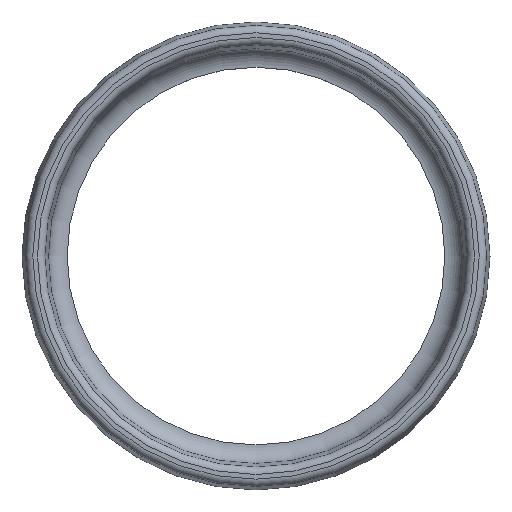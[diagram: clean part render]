
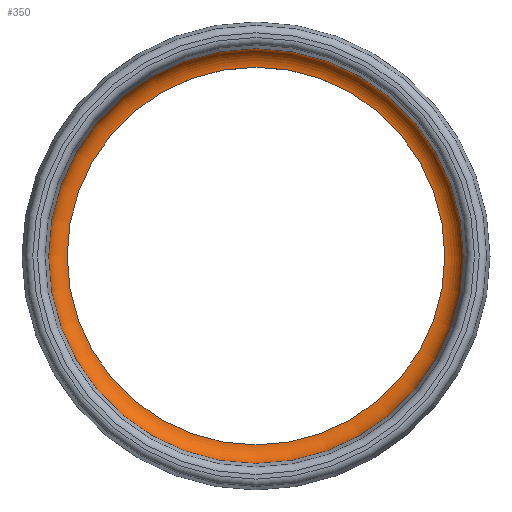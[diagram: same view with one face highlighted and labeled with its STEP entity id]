
A CAD part, top view. The second image highlights one B-rep face of the part: STEP entity #350.
In plain terms, the highlighted toroidal (fillet/blend) face has major radius 502.5 mm and minor radius 50 mm.
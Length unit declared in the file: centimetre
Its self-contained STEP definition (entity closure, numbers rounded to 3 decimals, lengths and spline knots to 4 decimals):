
#92=FACE_OUTER_BOUND('',#121,.T.);
#121=EDGE_LOOP('',(#309,#310,#311,#312,#313,#314));
#150=CIRCLE('',#402,50.25);
#151=CIRCLE('',#403,50.25);
#152=CIRCLE('',#405,5.);
#153=CIRCLE('',#406,55.25);
#154=CIRCLE('',#407,55.25);
#179=VERTEX_POINT('',#623);
#180=VERTEX_POINT('',#625);
#181=VERTEX_POINT('',#629);
#182=VERTEX_POINT('',#631);
#223=EDGE_CURVE('',#180,#179,#150,.T.);
#224=EDGE_CURVE('',#179,#180,#151,.T.);
#225=EDGE_CURVE('',#180,#181,#152,.T.);
#226=EDGE_CURVE('',#182,#181,#153,.T.);
#227=EDGE_CURVE('',#181,#182,#154,.T.);
#309=ORIENTED_EDGE('',*,*,#223,.T.);
#310=ORIENTED_EDGE('',*,*,#224,.T.);
#311=ORIENTED_EDGE('',*,*,#225,.T.);
#312=ORIENTED_EDGE('',*,*,#226,.F.);
#313=ORIENTED_EDGE('',*,*,#227,.F.);
#314=ORIENTED_EDGE('',*,*,#225,.F.);
#328=TOROIDAL_SURFACE('',#404,50.25,5.);
#350=ADVANCED_FACE('',(#92),#328,.F.);
#402=AXIS2_PLACEMENT_3D('',#626,#520,#521);
#403=AXIS2_PLACEMENT_3D('',#627,#522,#523);
#404=AXIS2_PLACEMENT_3D('',#628,#524,#525);
#405=AXIS2_PLACEMENT_3D('',#630,#526,#527);
#406=AXIS2_PLACEMENT_3D('',#632,#528,#529);
#407=AXIS2_PLACEMENT_3D('',#633,#530,#531);
#520=DIRECTION('center_axis',(0.,0.,-1.));
#521=DIRECTION('ref_axis',(1.,0.,0.));
#522=DIRECTION('center_axis',(0.,0.,-1.));
#523=DIRECTION('ref_axis',(1.,0.,0.));
#524=DIRECTION('center_axis',(0.,0.,-1.));
#525=DIRECTION('ref_axis',(0.,1.,0.));
#526=DIRECTION('center_axis',(-1.,0.,0.));
#527=DIRECTION('ref_axis',(0.,-1.,0.));
#528=DIRECTION('center_axis',(0.,0.,-1.));
#529=DIRECTION('ref_axis',(1.,0.,0.));
#530=DIRECTION('center_axis',(0.,0.,-1.));
#531=DIRECTION('ref_axis',(1.,0.,0.));
#623=CARTESIAN_POINT('',(50.25,0.,-14.));
#625=CARTESIAN_POINT('',(0.,-50.25,-14.));
#626=CARTESIAN_POINT('Origin',(0.,0.,-14.));
#627=CARTESIAN_POINT('Origin',(0.,0.,-14.));
#628=CARTESIAN_POINT('Origin',(0.,0.,-9.));
#629=CARTESIAN_POINT('',(0.,-55.25,-9.));
#630=CARTESIAN_POINT('Origin',(0.,-50.25,-9.));
#631=CARTESIAN_POINT('',(55.25,0.,-9.));
#632=CARTESIAN_POINT('Origin',(0.,0.,-9.));
#633=CARTESIAN_POINT('Origin',(0.,0.,-9.));
